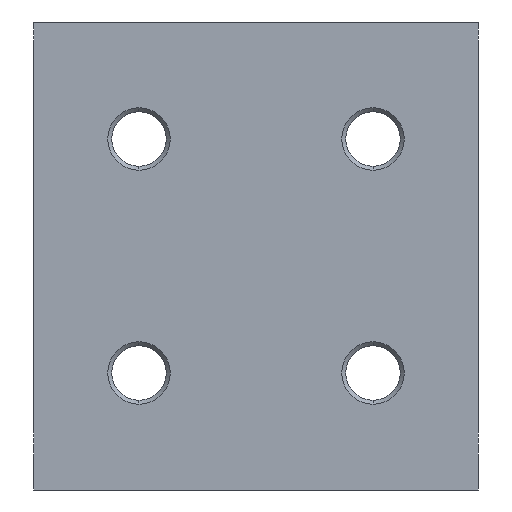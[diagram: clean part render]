
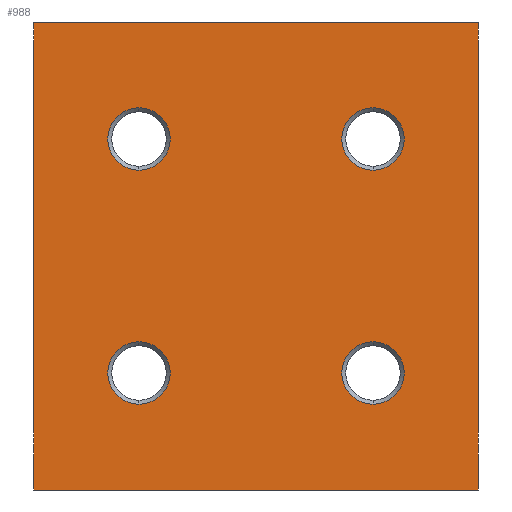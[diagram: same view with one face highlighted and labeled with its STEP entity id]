
A CAD part, front view. The second image highlights one B-rep face of the part: STEP entity #988.
In plain terms, the highlighted planar face has unit normal (0, -1, 0).
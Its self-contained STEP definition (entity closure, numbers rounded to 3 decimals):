
#40 = DIRECTION ( 'NONE',  ( 0., 0., -1. ) ) ;
#50 = AXIS2_PLACEMENT_3D ( 'NONE', #1455, #767, #749 ) ;
#61 = CARTESIAN_POINT ( 'NONE',  ( 43.5, 0., 19. ) ) ;
#68 = DIRECTION ( 'NONE',  ( 0., 0., 1. ) ) ;
#86 = EDGE_LOOP ( 'NONE', ( #177, #930 ) ) ;
#91 = DIRECTION ( 'NONE',  ( 0., 1., 0. ) ) ;
#177 = ORIENTED_EDGE ( 'NONE', *, *, #1688, .T. ) ;
#227 = CARTESIAN_POINT ( 'NONE',  ( 57., 0., 60. ) ) ;
#229 = LINE ( 'NONE', #1050, #646 ) ;
#232 = DIRECTION ( 'NONE',  ( 0., 1., 0. ) ) ;
#248 = VECTOR ( 'NONE', #692, 1000. ) ;
#259 = VERTEX_POINT ( 'NONE', #1565 ) ;
#278 = AXIS2_PLACEMENT_3D ( 'NONE', #834, #1675, #1382 ) ;
#292 = CARTESIAN_POINT ( 'NONE',  ( 43.5, 0., 15. ) ) ;
#348 = EDGE_CURVE ( 'NONE', #918, #753, #1332, .T. ) ;
#370 = AXIS2_PLACEMENT_3D ( 'NONE', #1178, #91, #68 ) ;
#378 = LINE ( 'NONE', #925, #1748 ) ;
#428 = VECTOR ( 'NONE', #40, 1000. ) ;
#430 = FACE_BOUND ( 'NONE', #1615, .T. ) ;
#480 = EDGE_LOOP ( 'NONE', ( #670, #1269, #882, #1575 ) ) ;
#491 = DIRECTION ( 'NONE',  ( 0., 0., 1. ) ) ;
#493 = DIRECTION ( 'NONE',  ( 0., 1., 0. ) ) ;
#497 = ORIENTED_EDGE ( 'NONE', *, *, #1541, .T. ) ;
#526 = DIRECTION ( 'NONE',  ( 0., 1., 0. ) ) ;
#541 = AXIS2_PLACEMENT_3D ( 'NONE', #803, #526, #1346 ) ;
#551 = LINE ( 'NONE', #613, #248 ) ;
#559 = ORIENTED_EDGE ( 'NONE', *, *, #1560, .T. ) ;
#561 = EDGE_CURVE ( 'NONE', #1661, #259, #1472, .T. ) ;
#613 = CARTESIAN_POINT ( 'NONE',  ( 57., 0., 0. ) ) ;
#625 = CARTESIAN_POINT ( 'NONE',  ( 0., 0., 60. ) ) ;
#646 = VECTOR ( 'NONE', #771, 1000. ) ;
#670 = ORIENTED_EDGE ( 'NONE', *, *, #1100, .T. ) ;
#683 = CARTESIAN_POINT ( 'NONE',  ( 57., 0., 60. ) ) ;
#692 = DIRECTION ( 'NONE',  ( -1., 0., 0. ) ) ;
#709 = VERTEX_POINT ( 'NONE', #625 ) ;
#724 = VERTEX_POINT ( 'NONE', #870 ) ;
#742 = EDGE_CURVE ( 'NONE', #259, #1661, #1172, .T. ) ;
#749 = DIRECTION ( 'NONE',  ( 0., 0., 1. ) ) ;
#753 = VERTEX_POINT ( 'NONE', #1312 ) ;
#766 = DIRECTION ( 'NONE',  ( 0., 1., 0. ) ) ;
#767 = DIRECTION ( 'NONE',  ( 0., 1., 0. ) ) ;
#771 = DIRECTION ( 'NONE',  ( -1., 0., 0. ) ) ;
#803 = CARTESIAN_POINT ( 'NONE',  ( 43.5, 0., 15. ) ) ;
#816 = CARTESIAN_POINT ( 'NONE',  ( 13.5, 0., 19. ) ) ;
#823 = CARTESIAN_POINT ( 'NONE',  ( 13.5, 0., 49. ) ) ;
#834 = CARTESIAN_POINT ( 'NONE',  ( 43.5, 0., 45. ) ) ;
#842 = CARTESIAN_POINT ( 'NONE',  ( 43.5, 0., 11. ) ) ;
#847 = CARTESIAN_POINT ( 'NONE',  ( 57., 0., 60. ) ) ;
#853 = CARTESIAN_POINT ( 'NONE',  ( 0., 0., 0. ) ) ;
#870 = CARTESIAN_POINT ( 'NONE',  ( 57., 0., 0. ) ) ;
#882 = ORIENTED_EDGE ( 'NONE', *, *, #1379, .F. ) ;
#903 = DIRECTION ( 'NONE',  ( 0., 0., 1. ) ) ;
#918 = VERTEX_POINT ( 'NONE', #816 ) ;
#920 = EDGE_CURVE ( 'NONE', #724, #1013, #551, .T. ) ;
#925 = CARTESIAN_POINT ( 'NONE',  ( 0., 0., 60. ) ) ;
#930 = ORIENTED_EDGE ( 'NONE', *, *, #348, .T. ) ;
#988 = ADVANCED_FACE ( 'NONE', ( #992, #1529, #430, #1626, #1242 ), #1491, .F. ) ;
#992 = FACE_BOUND ( 'NONE', #1490, .T. ) ;
#1003 = CIRCLE ( 'NONE', #541, 4. ) ;
#1007 = VERTEX_POINT ( 'NONE', #842 ) ;
#1011 = DIRECTION ( 'NONE',  ( 0., 1., 0. ) ) ;
#1013 = VERTEX_POINT ( 'NONE', #853 ) ;
#1042 = DIRECTION ( 'NONE',  ( 0., 0., -1. ) ) ;
#1048 = EDGE_LOOP ( 'NONE', ( #1335, #1154 ) ) ;
#1050 = CARTESIAN_POINT ( 'NONE',  ( 57., 0., 60. ) ) ;
#1058 = AXIS2_PLACEMENT_3D ( 'NONE', #292, #1011, #1550 ) ;
#1060 = CARTESIAN_POINT ( 'NONE',  ( 13.5, 0., 45. ) ) ;
#1065 = EDGE_CURVE ( 'NONE', #1486, #709, #229, .T. ) ;
#1100 = EDGE_CURVE ( 'NONE', #709, #1013, #378, .T. ) ;
#1149 = CIRCLE ( 'NONE', #370, 4. ) ;
#1154 = ORIENTED_EDGE ( 'NONE', *, *, #1433, .T. ) ;
#1172 = CIRCLE ( 'NONE', #1674, 4. ) ;
#1178 = CARTESIAN_POINT ( 'NONE',  ( 13.5, 0., 45. ) ) ;
#1237 = CARTESIAN_POINT ( 'NONE',  ( 13.5, 0., 15. ) ) ;
#1241 = VERTEX_POINT ( 'NONE', #823 ) ;
#1242 = FACE_OUTER_BOUND ( 'NONE', #480, .T. ) ;
#1268 = LINE ( 'NONE', #847, #428 ) ;
#1269 = ORIENTED_EDGE ( 'NONE', *, *, #920, .F. ) ;
#1286 = CIRCLE ( 'NONE', #1650, 4. ) ;
#1287 = CARTESIAN_POINT ( 'NONE',  ( 43.5, 0., 45. ) ) ;
#1312 = CARTESIAN_POINT ( 'NONE',  ( 13.5, 0., 11. ) ) ;
#1332 = CIRCLE ( 'NONE', #50, 4. ) ;
#1335 = ORIENTED_EDGE ( 'NONE', *, *, #1669, .T. ) ;
#1336 = AXIS2_PLACEMENT_3D ( 'NONE', #683, #1521, #1513 ) ;
#1346 = DIRECTION ( 'NONE',  ( 0., 0., 1. ) ) ;
#1379 = EDGE_CURVE ( 'NONE', #1486, #724, #1268, .T. ) ;
#1382 = DIRECTION ( 'NONE',  ( 0., 0., 1. ) ) ;
#1433 = EDGE_CURVE ( 'NONE', #1552, #1007, #1537, .T. ) ;
#1455 = CARTESIAN_POINT ( 'NONE',  ( 13.5, 0., 15. ) ) ;
#1460 = DIRECTION ( 'NONE',  ( 0., 0., 1. ) ) ;
#1472 = CIRCLE ( 'NONE', #278, 4. ) ;
#1486 = VERTEX_POINT ( 'NONE', #227 ) ;
#1490 = EDGE_LOOP ( 'NONE', ( #1587, #1662 ) ) ;
#1491 = PLANE ( 'NONE',  #1336 ) ;
#1494 = CARTESIAN_POINT ( 'NONE',  ( 13.5, 0., 41. ) ) ;
#1505 = AXIS2_PLACEMENT_3D ( 'NONE', #1060, #493, #903 ) ;
#1506 = CIRCLE ( 'NONE', #1505, 4. ) ;
#1513 = DIRECTION ( 'NONE',  ( 0., 0., 1. ) ) ;
#1521 = DIRECTION ( 'NONE',  ( 0., 1., 0. ) ) ;
#1529 = FACE_BOUND ( 'NONE', #1048, .T. ) ;
#1537 = CIRCLE ( 'NONE', #1058, 4. ) ;
#1541 = EDGE_CURVE ( 'NONE', #1693, #1241, #1149, .T. ) ;
#1550 = DIRECTION ( 'NONE',  ( 0., 0., 1. ) ) ;
#1552 = VERTEX_POINT ( 'NONE', #61 ) ;
#1560 = EDGE_CURVE ( 'NONE', #1241, #1693, #1506, .T. ) ;
#1565 = CARTESIAN_POINT ( 'NONE',  ( 43.5, 0., 41. ) ) ;
#1575 = ORIENTED_EDGE ( 'NONE', *, *, #1065, .T. ) ;
#1587 = ORIENTED_EDGE ( 'NONE', *, *, #742, .T. ) ;
#1615 = EDGE_LOOP ( 'NONE', ( #497, #559 ) ) ;
#1626 = FACE_BOUND ( 'NONE', #86, .T. ) ;
#1650 = AXIS2_PLACEMENT_3D ( 'NONE', #1237, #232, #1460 ) ;
#1661 = VERTEX_POINT ( 'NONE', #1760 ) ;
#1662 = ORIENTED_EDGE ( 'NONE', *, *, #561, .T. ) ;
#1669 = EDGE_CURVE ( 'NONE', #1007, #1552, #1003, .T. ) ;
#1674 = AXIS2_PLACEMENT_3D ( 'NONE', #1287, #766, #491 ) ;
#1675 = DIRECTION ( 'NONE',  ( 0., 1., 0. ) ) ;
#1688 = EDGE_CURVE ( 'NONE', #753, #918, #1286, .T. ) ;
#1693 = VERTEX_POINT ( 'NONE', #1494 ) ;
#1748 = VECTOR ( 'NONE', #1042, 1000. ) ;
#1760 = CARTESIAN_POINT ( 'NONE',  ( 43.5, 0., 49. ) ) ;
